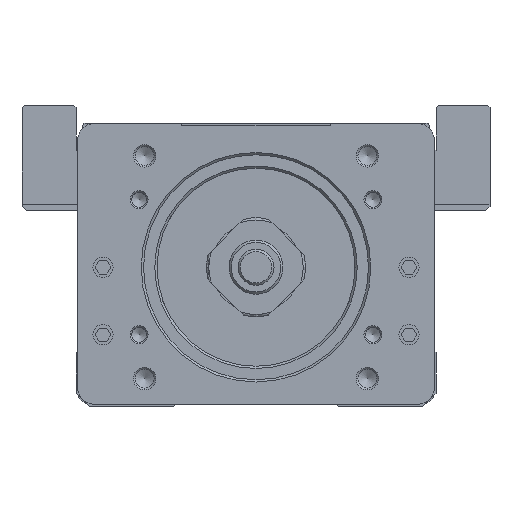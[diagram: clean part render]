
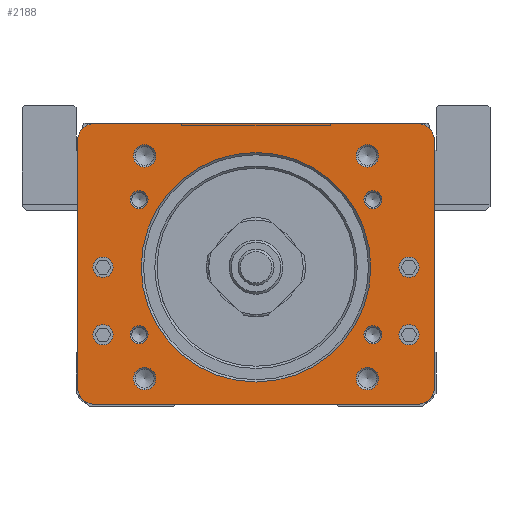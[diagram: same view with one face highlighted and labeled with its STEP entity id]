
A CAD part, front view. The second image highlights one B-rep face of the part: STEP entity #2188.
In plain terms, the highlighted planar face has unit normal (0, -1, 0).
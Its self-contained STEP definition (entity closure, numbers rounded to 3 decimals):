
#1158=FACE_BOUND('',#5465,.T.);
#1159=FACE_BOUND('',#5466,.T.);
#1160=FACE_BOUND('',#5467,.T.);
#1161=FACE_BOUND('',#5468,.T.);
#1162=FACE_BOUND('',#5469,.T.);
#1163=FACE_BOUND('',#5470,.T.);
#1164=FACE_BOUND('',#5471,.T.);
#1165=FACE_BOUND('',#5472,.T.);
#1166=FACE_BOUND('',#5473,.T.);
#1167=FACE_BOUND('',#5474,.T.);
#1168=FACE_BOUND('',#5475,.T.);
#1169=FACE_BOUND('',#5476,.T.);
#1170=FACE_BOUND('',#5477,.T.);
#1171=FACE_BOUND('',#5478,.T.);
#2188=ADVANCED_FACE('',(#1158,#1159,#1160,#1161,#1162,#1163,#1164,#1165,
#1166,#1167,#1168,#1169,#1170,#1171),#3308,.T.);
#3308=PLANE('',#23450);
#5465=EDGE_LOOP('',(#9355));
#5466=EDGE_LOOP('',(#9356));
#5467=EDGE_LOOP('',(#9357));
#5468=EDGE_LOOP('',(#9358));
#5469=EDGE_LOOP('',(#9359));
#5470=EDGE_LOOP('',(#9360));
#5471=EDGE_LOOP('',(#9361));
#5472=EDGE_LOOP('',(#9362));
#5473=EDGE_LOOP('',(#9363));
#5474=EDGE_LOOP('',(#9364));
#5475=EDGE_LOOP('',(#9365));
#5476=EDGE_LOOP('',(#9366));
#5477=EDGE_LOOP('',(#9367));
#5478=EDGE_LOOP('',(#9368,#9369,#9370,#9371,#9372,#9373,#9374,#9375));
#6760=CIRCLE('',#23274,4.);
#6761=CIRCLE('',#23276,4.);
#6762=CIRCLE('',#23278,2.);
#6763=CIRCLE('',#23280,2.);
#6764=CIRCLE('',#23282,2.);
#6765=CIRCLE('',#23284,2.);
#6766=CIRCLE('',#23286,2.5);
#6767=CIRCLE('',#23288,2.5);
#6768=CIRCLE('',#23290,2.5);
#6769=CIRCLE('',#23292,2.5);
#6770=CIRCLE('',#23294,25.5);
#6775=CIRCLE('',#23303,2.25);
#6777=CIRCLE('',#23306,2.25);
#6779=CIRCLE('',#23309,2.25);
#6781=CIRCLE('',#23312,2.25);
#6838=CIRCLE('',#23446,4.);
#6840=CIRCLE('',#23449,4.);
#9355=ORIENTED_EDGE('',*,*,#16371,.T.);
#9356=ORIENTED_EDGE('',*,*,#16370,.T.);
#9357=ORIENTED_EDGE('',*,*,#16369,.T.);
#9358=ORIENTED_EDGE('',*,*,#16368,.T.);
#9359=ORIENTED_EDGE('',*,*,#16367,.T.);
#9360=ORIENTED_EDGE('',*,*,#16366,.T.);
#9361=ORIENTED_EDGE('',*,*,#16365,.T.);
#9362=ORIENTED_EDGE('',*,*,#16364,.T.);
#9363=ORIENTED_EDGE('',*,*,#16363,.T.);
#9364=ORIENTED_EDGE('',*,*,#16383,.T.);
#9365=ORIENTED_EDGE('',*,*,#16381,.T.);
#9366=ORIENTED_EDGE('',*,*,#16379,.T.);
#9367=ORIENTED_EDGE('',*,*,#16377,.T.);
#9368=ORIENTED_EDGE('',*,*,#16555,.T.);
#9369=ORIENTED_EDGE('',*,*,#16558,.T.);
#9370=ORIENTED_EDGE('',*,*,#16559,.T.);
#9371=ORIENTED_EDGE('',*,*,#16483,.T.);
#9372=ORIENTED_EDGE('',*,*,#16361,.T.);
#9373=ORIENTED_EDGE('',*,*,#16425,.T.);
#9374=ORIENTED_EDGE('',*,*,#16358,.T.);
#9375=ORIENTED_EDGE('',*,*,#16476,.T.);
#13998=VERTEX_POINT('',#33962);
#13999=VERTEX_POINT('',#33964);
#14000=VERTEX_POINT('',#33968);
#14001=VERTEX_POINT('',#33970);
#14002=VERTEX_POINT('',#33974);
#14003=VERTEX_POINT('',#33977);
#14004=VERTEX_POINT('',#33980);
#14005=VERTEX_POINT('',#33983);
#14006=VERTEX_POINT('',#33986);
#14007=VERTEX_POINT('',#33989);
#14008=VERTEX_POINT('',#33992);
#14009=VERTEX_POINT('',#33995);
#14010=VERTEX_POINT('',#33998);
#14015=VERTEX_POINT('',#34013);
#14017=VERTEX_POINT('',#34018);
#14019=VERTEX_POINT('',#34023);
#14021=VERTEX_POINT('',#34028);
#14083=VERTEX_POINT('',#34327);
#14088=VERTEX_POINT('',#34341);
#14145=VERTEX_POINT('',#34656);
#14147=VERTEX_POINT('',#34662);
#16358=EDGE_CURVE('',#13999,#13998,#6760,.T.);
#16361=EDGE_CURVE('',#14001,#14000,#6761,.T.);
#16363=EDGE_CURVE('',#14002,#14002,#6762,.T.);
#16364=EDGE_CURVE('',#14003,#14003,#6763,.T.);
#16365=EDGE_CURVE('',#14004,#14004,#6764,.T.);
#16366=EDGE_CURVE('',#14005,#14005,#6765,.T.);
#16367=EDGE_CURVE('',#14006,#14006,#6766,.T.);
#16368=EDGE_CURVE('',#14007,#14007,#6767,.T.);
#16369=EDGE_CURVE('',#14008,#14008,#6768,.T.);
#16370=EDGE_CURVE('',#14009,#14009,#6769,.T.);
#16371=EDGE_CURVE('',#14010,#14010,#6770,.T.);
#16377=EDGE_CURVE('',#14015,#14015,#6775,.T.);
#16379=EDGE_CURVE('',#14017,#14017,#6777,.T.);
#16381=EDGE_CURVE('',#14019,#14019,#6779,.T.);
#16383=EDGE_CURVE('',#14021,#14021,#6781,.T.);
#16425=EDGE_CURVE('',#14000,#13999,#19119,.T.);
#16476=EDGE_CURVE('',#13998,#14083,#19144,.T.);
#16483=EDGE_CURVE('',#14088,#14001,#19151,.T.);
#16555=EDGE_CURVE('',#14083,#14145,#6838,.T.);
#16558=EDGE_CURVE('',#14145,#14147,#19179,.T.);
#16559=EDGE_CURVE('',#14147,#14088,#6840,.T.);
#19119=LINE('',#34173,#21249);
#19144=LINE('',#34328,#21274);
#19151=LINE('',#34340,#21281);
#19179=LINE('',#34661,#21309);
#21249=VECTOR('',#26764,1.);
#21274=VECTOR('',#26889,1.);
#21281=VECTOR('',#26898,1.);
#21309=VECTOR('',#27038,1.);
#23274=AXIS2_PLACEMENT_3D('',#33963,#26603,#26604);
#23276=AXIS2_PLACEMENT_3D('',#33969,#26609,#26610);
#23278=AXIS2_PLACEMENT_3D('',#33973,#26614,#26615);
#23280=AXIS2_PLACEMENT_3D('',#33976,#26618,#26619);
#23282=AXIS2_PLACEMENT_3D('',#33979,#26622,#26623);
#23284=AXIS2_PLACEMENT_3D('',#33982,#26626,#26627);
#23286=AXIS2_PLACEMENT_3D('',#33985,#26630,#26631);
#23288=AXIS2_PLACEMENT_3D('',#33988,#26634,#26635);
#23290=AXIS2_PLACEMENT_3D('',#33991,#26638,#26639);
#23292=AXIS2_PLACEMENT_3D('',#33994,#26642,#26643);
#23294=AXIS2_PLACEMENT_3D('',#33997,#26646,#26647);
#23303=AXIS2_PLACEMENT_3D('',#34012,#26665,#26666);
#23306=AXIS2_PLACEMENT_3D('',#34017,#26671,#26672);
#23309=AXIS2_PLACEMENT_3D('',#34022,#26677,#26678);
#23312=AXIS2_PLACEMENT_3D('',#34027,#26683,#26684);
#23446=AXIS2_PLACEMENT_3D('',#34655,#27031,#27032);
#23449=AXIS2_PLACEMENT_3D('',#34663,#27039,#27040);
#23450=AXIS2_PLACEMENT_3D('',#34664,#27041,#27042);
#26603=DIRECTION('',(0.,-1.,0.));
#26604=DIRECTION('',(1.,0.,0.));
#26609=DIRECTION('',(0.,-1.,0.));
#26610=DIRECTION('',(1.,0.,0.));
#26614=DIRECTION('',(0.,1.,0.));
#26615=DIRECTION('',(0.,0.,-1.));
#26618=DIRECTION('',(0.,1.,0.));
#26619=DIRECTION('',(0.,0.,-1.));
#26622=DIRECTION('',(0.,1.,0.));
#26623=DIRECTION('',(0.,0.,-1.));
#26626=DIRECTION('',(0.,1.,0.));
#26627=DIRECTION('',(0.,0.,-1.));
#26630=DIRECTION('',(0.,1.,0.));
#26631=DIRECTION('',(0.,0.,-1.));
#26634=DIRECTION('',(0.,1.,0.));
#26635=DIRECTION('',(0.,0.,-1.));
#26638=DIRECTION('',(0.,1.,0.));
#26639=DIRECTION('',(0.,0.,-1.));
#26642=DIRECTION('',(0.,1.,0.));
#26643=DIRECTION('',(0.,0.,-1.));
#26646=DIRECTION('',(0.,1.,0.));
#26647=DIRECTION('',(0.,0.,-1.));
#26665=DIRECTION('',(0.,1.,0.));
#26666=DIRECTION('',(0.,0.,-1.));
#26671=DIRECTION('',(0.,1.,0.));
#26672=DIRECTION('',(0.,0.,-1.));
#26677=DIRECTION('',(0.,1.,0.));
#26678=DIRECTION('',(0.,0.,-1.));
#26683=DIRECTION('',(0.,1.,0.));
#26684=DIRECTION('',(0.,0.,-1.));
#26764=DIRECTION('',(-1.,0.,0.));
#26889=DIRECTION('',(0.,0.,-1.));
#26898=DIRECTION('',(0.,0.,1.));
#27031=DIRECTION('',(0.,-1.,0.));
#27032=DIRECTION('',(1.,0.,0.));
#27038=DIRECTION('',(1.,0.,0.));
#27039=DIRECTION('',(0.,-1.,0.));
#27040=DIRECTION('',(1.,0.,0.));
#27041=DIRECTION('',(0.,-1.,0.));
#27042=DIRECTION('',(0.,0.,1.));
#33962=CARTESIAN_POINT('',(-39.7,-243.7,40.));
#33963=CARTESIAN_POINT('',(-35.7,-243.7,40.));
#33964=CARTESIAN_POINT('',(-35.7,-243.7,44.));
#33968=CARTESIAN_POINT('',(35.7,-243.7,44.));
#33969=CARTESIAN_POINT('',(35.7,-243.7,40.));
#33970=CARTESIAN_POINT('',(39.7,-243.7,40.));
#33973=CARTESIAN_POINT('',(-25.981,-243.7,27.));
#33974=CARTESIAN_POINT('',(-25.981,-243.7,25.));
#33976=CARTESIAN_POINT('',(-25.981,-243.7,-3.));
#33977=CARTESIAN_POINT('',(-25.981,-243.7,-5.));
#33979=CARTESIAN_POINT('',(25.981,-243.7,27.));
#33980=CARTESIAN_POINT('',(25.981,-243.7,25.));
#33982=CARTESIAN_POINT('',(25.981,-243.7,-3.));
#33983=CARTESIAN_POINT('',(25.981,-243.7,-5.));
#33985=CARTESIAN_POINT('',(24.749,-243.7,36.749));
#33986=CARTESIAN_POINT('',(24.749,-243.7,34.249));
#33988=CARTESIAN_POINT('',(24.749,-243.7,-12.749));
#33989=CARTESIAN_POINT('',(24.749,-243.7,-15.249));
#33991=CARTESIAN_POINT('',(-24.749,-243.7,-12.749));
#33992=CARTESIAN_POINT('',(-24.749,-243.7,-15.249));
#33994=CARTESIAN_POINT('',(-24.749,-243.7,36.749));
#33995=CARTESIAN_POINT('',(-24.749,-243.7,34.249));
#33997=CARTESIAN_POINT('',(0.,-243.7,12.));
#33998=CARTESIAN_POINT('',(0.,-243.7,-13.5));
#34012=CARTESIAN_POINT('',(34.,-243.7,12.));
#34013=CARTESIAN_POINT('',(34.,-243.7,9.75));
#34017=CARTESIAN_POINT('',(34.,-243.7,-3.));
#34018=CARTESIAN_POINT('',(34.,-243.7,-5.25));
#34022=CARTESIAN_POINT('',(-34.,-243.7,12.));
#34023=CARTESIAN_POINT('',(-34.,-243.7,9.75));
#34027=CARTESIAN_POINT('',(-34.,-243.7,-3.));
#34028=CARTESIAN_POINT('',(-34.,-243.7,-5.25));
#34173=CARTESIAN_POINT('',(35.7,-243.7,44.));
#34327=CARTESIAN_POINT('',(-39.7,-243.7,-14.5));
#34328=CARTESIAN_POINT('',(-39.7,-243.7,40.));
#34340=CARTESIAN_POINT('',(39.7,-243.7,-14.5));
#34341=CARTESIAN_POINT('',(39.7,-243.7,-14.5));
#34655=CARTESIAN_POINT('',(-35.7,-243.7,-14.5));
#34656=CARTESIAN_POINT('',(-35.7,-243.7,-18.5));
#34661=CARTESIAN_POINT('',(-35.7,-243.7,-18.5));
#34662=CARTESIAN_POINT('',(35.7,-243.7,-18.5));
#34663=CARTESIAN_POINT('',(35.7,-243.7,-14.5));
#34664=CARTESIAN_POINT('',(-35.7,-243.7,-14.5));
